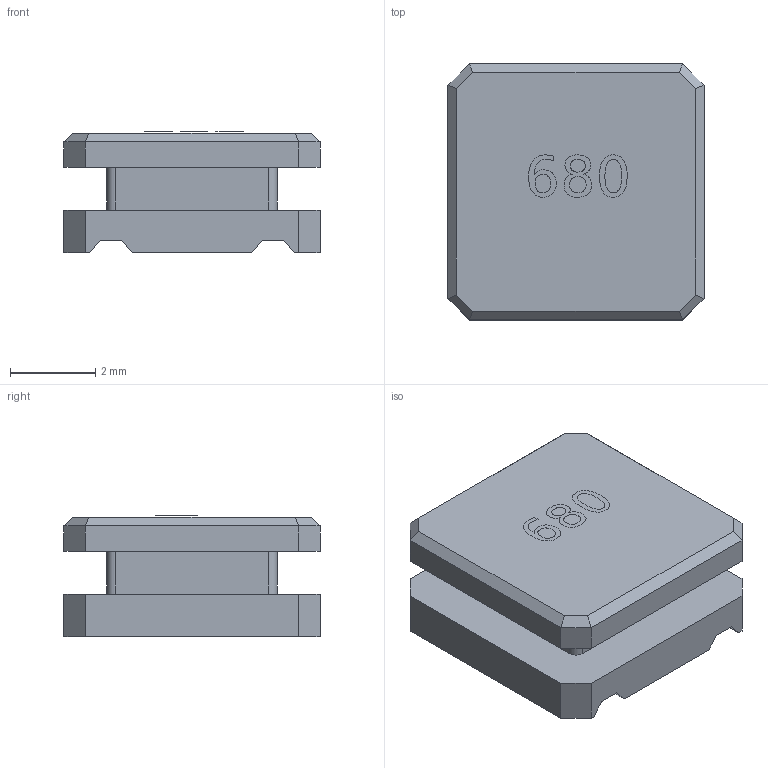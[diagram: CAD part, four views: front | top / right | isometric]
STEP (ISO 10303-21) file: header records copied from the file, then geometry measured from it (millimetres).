
FILE_DESCRIPTION(('FreeCAD Model'),'2;1');
FILE_NAME('Open CASCADE Shape Model','2020-12-21T13:44:51',('Author'),( ''),'Open CASCADE STEP processor 7.5','FreeCAD','Unknown');
FILE_SCHEMA(('AUTOMOTIVE_DESIGN { 1 0 10303 214 1 1 1 1 }'));
Length unit declared in the file: millimetre
Products named in the file (6): Unnamed; ShapeString; Ferrite; TopFerrite; Cut; Fillet
Assembly tree (5 placements, depth 3):
  Unnamed
    ShapeString
    Ferrite
      TopFerrite
      Cut
      Fillet
Bounding box: 6 x 6 x 2.85 mm (x, y, z)
Volume: 76.7 mm3; surface area: 231.3 mm2
Topology: 3 solids, 6 shells, 49 faces, 185 edges, 145 vertices
Faces by surface type: plane 45, cylinder 4
Entity records: 4079 total; most frequent: CARTESIAN_POINT 994, DIRECTION 452, LINE 322, VECTOR 322, ORIENTED_EDGE 297, PCURVE 297, DEFINITIONAL_REPRESENTATION 297, EDGE_CURVE 185
